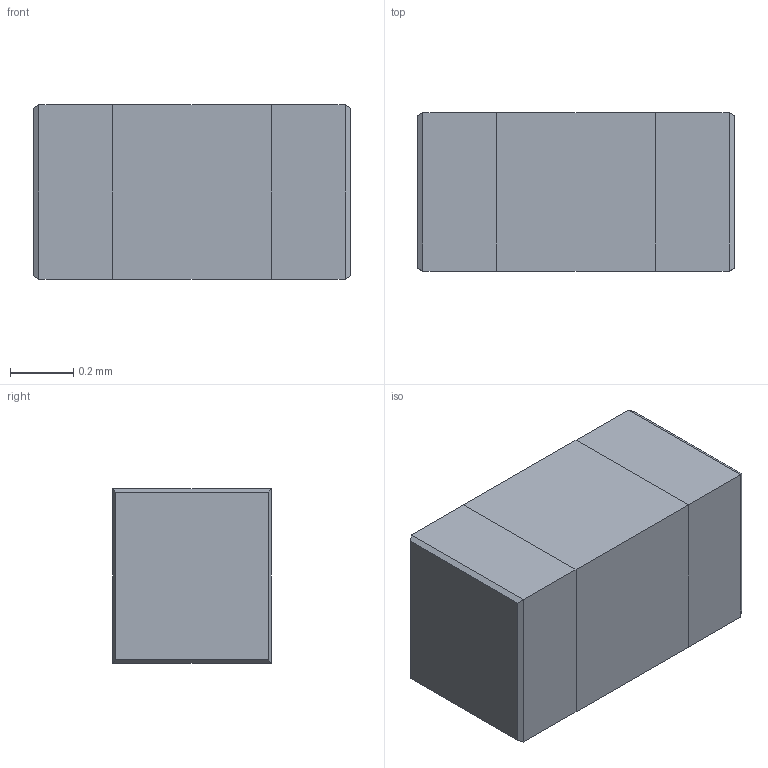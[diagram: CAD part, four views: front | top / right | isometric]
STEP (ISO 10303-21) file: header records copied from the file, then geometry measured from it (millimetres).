
FILE_DESCRIPTION(('STEP AP214'),'1');
FILE_NAME('ESDC1005X55N','2023-07-04T11:19:33',(''),(''),'','','');
FILE_SCHEMA(('AUTOMOTIVE_DESIGN'));
Length unit declared in the file: millimetre
Products named in the file (1): ESDC1005X55N
Bounding box: 1 x 0.5 x 0.55 mm (x, y, z)
Surface area: 4.3 mm2 (no closed solid volume)
Topology: 0 solids, 28 shells, 28 faces, 112 edges, 112 vertices
Faces by surface type: plane 28
Entity records: 1301 total; most frequent: CARTESIAN_POINT 253, VERTEX_POINT 224, DIRECTION 170, ORIENTED_EDGE 112, EDGE_CURVE 112, LINE 112, VECTOR 112, AXIS2_PLACEMENT_3D 29
